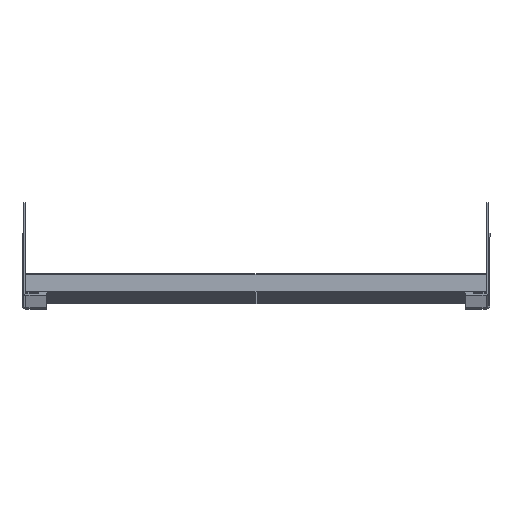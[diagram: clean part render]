
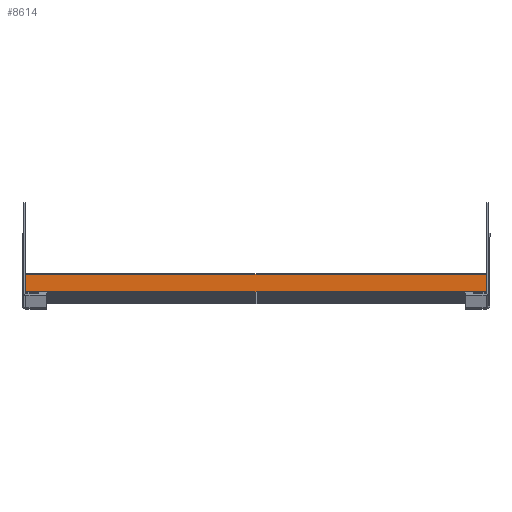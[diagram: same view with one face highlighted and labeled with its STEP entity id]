
A CAD part, top view. The second image highlights one B-rep face of the part: STEP entity #8614.
In plain terms, the highlighted planar face has unit normal (0, 0, 1).
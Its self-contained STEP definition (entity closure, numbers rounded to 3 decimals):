
#737 = VERTEX_POINT ( 'NONE', #12219 ) ;
#747 = VERTEX_POINT ( 'NONE', #12229 ) ;
#748 = VERTEX_POINT ( 'NONE', #12230 ) ;
#750 = VERTEX_POINT ( 'NONE', #12232 ) ;
#751 = VERTEX_POINT ( 'NONE', #12233 ) ;
#754 = VERTEX_POINT ( 'NONE', #12236 ) ;
#762 = VERTEX_POINT ( 'NONE', #12244 ) ;
#764 = VERTEX_POINT ( 'NONE', #12246 ) ;
#2074 = ORIENTED_EDGE ( 'NONE', *, *, #17954, .F. ) ;
#2075 = ORIENTED_EDGE ( 'NONE', *, *, #18011, .F. ) ;
#2076 = ORIENTED_EDGE ( 'NONE', *, *, #17809, .T. ) ;
#2077 = ORIENTED_EDGE ( 'NONE', *, *, #18014, .F. ) ;
#2078 = ORIENTED_EDGE ( 'NONE', *, *, #17810, .T. ) ;
#2079 = ORIENTED_EDGE ( 'NONE', *, *, #18020, .F. ) ;
#2080 = ORIENTED_EDGE ( 'NONE', *, *, #17811, .T. ) ;
#2081 = ORIENTED_EDGE ( 'NONE', *, *, #17990, .T. ) ;
#5449 = LINE ( 'NONE', #6314, #5466 ) ;
#5461 = LINE ( 'NONE', #6332, #5464 ) ;
#5464 = VECTOR ( 'NONE', #6334, 1000. ) ;
#5465 = LINE ( 'NONE', #6336, #5468 ) ;
#5466 = VECTOR ( 'NONE', #6335, 1000. ) ;
#5468 = VECTOR ( 'NONE', #6337, 1000. ) ;
#5751 = LINE ( 'NONE', #6622, #5754 ) ;
#5754 = VECTOR ( 'NONE', #6623, 1000. ) ;
#5823 = LINE ( 'NONE', #6694, #5826 ) ;
#5826 = VECTOR ( 'NONE', #6695, 1000. ) ;
#5865 = LINE ( 'NONE', #6736, #5868 ) ;
#5868 = VECTOR ( 'NONE', #6738, 1000. ) ;
#5871 = LINE ( 'NONE', #6742, #5874 ) ;
#5874 = VECTOR ( 'NONE', #6744, 1000. ) ;
#5883 = LINE ( 'NONE', #6754, #5886 ) ;
#5886 = VECTOR ( 'NONE', #6756, 1000. ) ;
#6314 = CARTESIAN_POINT ( 'NONE',  ( 0.7, -18.709, 2877.21 ) ) ;
#6332 = CARTESIAN_POINT ( 'NONE',  ( 0.7, -18.709, 2877.21 ) ) ;
#6334 = DIRECTION ( 'NONE',  ( 1., 0., 0. ) ) ;
#6335 = DIRECTION ( 'NONE',  ( 1., 0., 0. ) ) ;
#6336 = CARTESIAN_POINT ( 'NONE',  ( 0.7, -18.709, 2877.21 ) ) ;
#6337 = DIRECTION ( 'NONE',  ( 0., 1., 0. ) ) ;
#6622 = CARTESIAN_POINT ( 'NONE',  ( -396.3, -18.709, 2877.21 ) ) ;
#6623 = DIRECTION ( 'NONE',  ( 0., 1., 0. ) ) ;
#6694 = CARTESIAN_POINT ( 'NONE',  ( 0.7, -2.709, 2877.21 ) ) ;
#6695 = DIRECTION ( 'NONE',  ( -1., 0., 0. ) ) ;
#6736 = CARTESIAN_POINT ( 'NONE',  ( 0.7, -18.709, 2877.21 ) ) ;
#6738 = DIRECTION ( 'NONE',  ( -1., 0., 0. ) ) ;
#6742 = CARTESIAN_POINT ( 'NONE',  ( 0.7, -18.709, 2877.21 ) ) ;
#6744 = DIRECTION ( 'NONE',  ( -1., 0., 0. ) ) ;
#6754 = CARTESIAN_POINT ( 'NONE',  ( 0.7, -18.709, 2877.21 ) ) ;
#6756 = DIRECTION ( 'NONE',  ( -1., 0., 0. ) ) ;
#8614 = ADVANCED_FACE ( 'NONE', ( #10697 ), #11553, .T. ) ;
#10697 = FACE_OUTER_BOUND ( 'NONE', #18671, .T. ) ;
#11546 = CARTESIAN_POINT ( 'NONE',  ( 0.7, -18.709, 2877.21 ) ) ;
#11553 = PLANE ( 'NONE',  #16007 ) ;
#11555 = DIRECTION ( 'NONE',  ( 0., 0., 1. ) ) ;
#11556 = DIRECTION ( 'NONE',  ( 0., -1., 0. ) ) ;
#12219 = CARTESIAN_POINT ( 'NONE',  ( -385.1, -18.709, 2877.21 ) ) ;
#12229 = CARTESIAN_POINT ( 'NONE',  ( -17.3, -18.709, 2877.21 ) ) ;
#12230 = CARTESIAN_POINT ( 'NONE',  ( -378.3, -18.709, 2877.21 ) ) ;
#12232 = CARTESIAN_POINT ( 'NONE',  ( -396.3, -18.709, 2877.21 ) ) ;
#12233 = CARTESIAN_POINT ( 'NONE',  ( 0.7, -18.709, 2877.21 ) ) ;
#12236 = CARTESIAN_POINT ( 'NONE',  ( -10.5, -18.709, 2877.21 ) ) ;
#12244 = CARTESIAN_POINT ( 'NONE',  ( -396.3, -2.709, 2877.21 ) ) ;
#12246 = CARTESIAN_POINT ( 'NONE',  ( 0.7, -2.709, 2877.21 ) ) ;
#16007 = AXIS2_PLACEMENT_3D ( 'NONE', #11546, #11555, #11556 ) ;
#17809 = EDGE_CURVE ( 'NONE', #737, #748, #5461, .T. ) ;
#17810 = EDGE_CURVE ( 'NONE', #747, #754, #5449, .T. ) ;
#17811 = EDGE_CURVE ( 'NONE', #751, #764, #5465, .T. ) ;
#17954 = EDGE_CURVE ( 'NONE', #750, #762, #5751, .T. ) ;
#17990 = EDGE_CURVE ( 'NONE', #764, #762, #5823, .T. ) ;
#18011 = EDGE_CURVE ( 'NONE', #737, #750, #5865, .T. ) ;
#18014 = EDGE_CURVE ( 'NONE', #747, #748, #5871, .T. ) ;
#18020 = EDGE_CURVE ( 'NONE', #751, #754, #5883, .T. ) ;
#18671 = EDGE_LOOP ( 'NONE', ( #2074, #2075, #2076, #2077, #2078, #2079, #2080, #2081 ) ) ;
